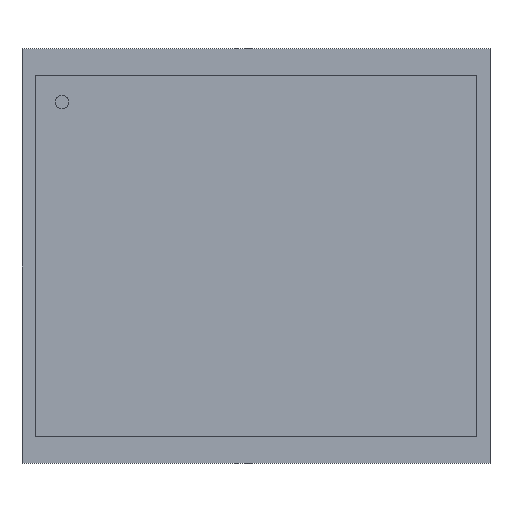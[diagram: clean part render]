
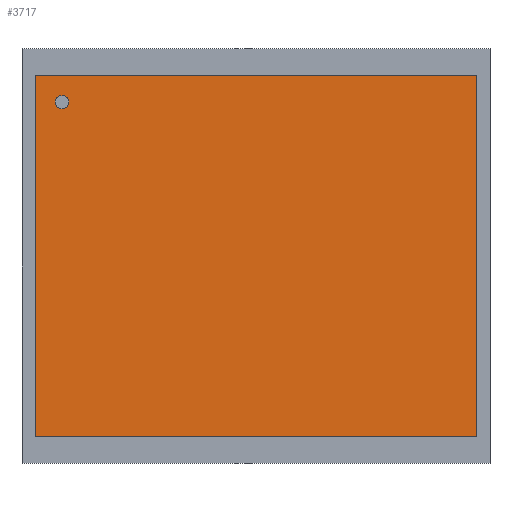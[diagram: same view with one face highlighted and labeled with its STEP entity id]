
A CAD part, top view. The second image highlights one B-rep face of the part: STEP entity #3717.
In plain terms, the highlighted planar face has unit normal (0, 0, 1).
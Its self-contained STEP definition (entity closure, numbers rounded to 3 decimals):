
#2424 = VERTEX_POINT('',#2425);
#2425 = CARTESIAN_POINT('',(3.,26.5,
    3.));
#2431 = EDGE_CURVE('',#2432,#2424,#2434,.T.);
#2432 = VERTEX_POINT('',#2433);
#2433 = CARTESIAN_POINT('',(3.,27.5,
    3.));
#2434 = CIRCLE('',#2435,0.5);
#2435 = AXIS2_PLACEMENT_3D('',#2436,#2437,#2438);
#2436 = CARTESIAN_POINT('',(3.,27.,
    3.));
#2437 = DIRECTION('',(0.,0.,1.));
#2438 = DIRECTION('',(0.,-1.,0.));
#3286 = VERTEX_POINT('',#3287);
#3287 = CARTESIAN_POINT('',(34.,29.,
    3.));
#3293 = EDGE_CURVE('',#3294,#3286,#3296,.T.);
#3294 = VERTEX_POINT('',#3295);
#3295 = CARTESIAN_POINT('',(34.,2.,
    3.));
#3296 = LINE('',#3297,#3298);
#3297 = CARTESIAN_POINT('',(34.,2.,
    3.));
#3298 = VECTOR('',#3299,1.);
#3299 = DIRECTION('',(0.,1.,0.));
#3439 = VERTEX_POINT('',#3440);
#3440 = CARTESIAN_POINT('',(1.,29.,
    3.));
#3446 = EDGE_CURVE('',#3286,#3439,#3447,.T.);
#3447 = LINE('',#3448,#3449);
#3448 = CARTESIAN_POINT('',(1.,29.,
    3.));
#3449 = VECTOR('',#3450,1.);
#3450 = DIRECTION('',(-1.,0.,0.));
#3562 = VERTEX_POINT('',#3563);
#3563 = CARTESIAN_POINT('',(1.,2.,3.
    ));
#3569 = EDGE_CURVE('',#3439,#3562,#3570,.T.);
#3570 = LINE('',#3571,#3572);
#3571 = CARTESIAN_POINT('',(1.,2.,3.
    ));
#3572 = VECTOR('',#3573,1.);
#3573 = DIRECTION('',(0.,-1.,0.));
#3706 = EDGE_CURVE('',#3562,#3294,#3707,.T.);
#3707 = LINE('',#3708,#3709);
#3708 = CARTESIAN_POINT('',(1.,2.,3.
    ));
#3709 = VECTOR('',#3710,1.);
#3710 = DIRECTION('',(1.,0.,0.));
#3717 = ADVANCED_FACE('',(#3718,#3728),#3734,.F.);
#3718 = FACE_BOUND('',#3719,.T.);
#3719 = EDGE_LOOP('',(#3720,#3727));
#3720 = ORIENTED_EDGE('',*,*,#3721,.F.);
#3721 = EDGE_CURVE('',#2424,#2432,#3722,.T.);
#3722 = CIRCLE('',#3723,0.5);
#3723 = AXIS2_PLACEMENT_3D('',#3724,#3725,#3726);
#3724 = CARTESIAN_POINT('',(3.,27.,
    3.));
#3725 = DIRECTION('',(0.,0.,1.));
#3726 = DIRECTION('',(0.,-1.,0.));
#3727 = ORIENTED_EDGE('',*,*,#2431,.F.);
#3728 = FACE_BOUND('',#3729,.T.);
#3729 = EDGE_LOOP('',(#3730,#3731,#3732,#3733));
#3730 = ORIENTED_EDGE('',*,*,#3293,.T.);
#3731 = ORIENTED_EDGE('',*,*,#3446,.T.);
#3732 = ORIENTED_EDGE('',*,*,#3569,.T.);
#3733 = ORIENTED_EDGE('',*,*,#3706,.T.);
#3734 = PLANE('',#3735);
#3735 = AXIS2_PLACEMENT_3D('',#3736,#3737,#3738);
#3736 = CARTESIAN_POINT('',(17.5,15.5,3.));
#3737 = DIRECTION('',(0.,0.,-1.));
#3738 = DIRECTION('',(0.,1.,0.));
